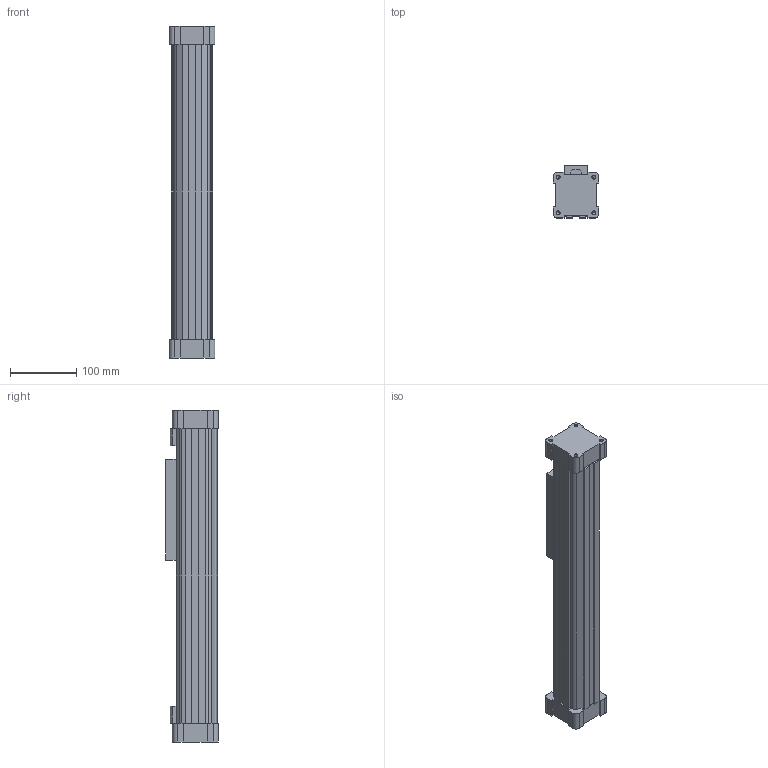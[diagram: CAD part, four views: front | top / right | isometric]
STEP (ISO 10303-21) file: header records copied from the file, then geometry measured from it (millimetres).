
FILE_DESCRIPTION( ( 'STEP AP214' ), ' ' );
FILE_NAME( 'OSPP400000000200000000000_2018-06-15_12-41-32.stp', '2018-06-15T10:43:44', ( '' ), ( '' ), ' ', 'PARTsolutions', ' ' );
FILE_SCHEMA( ( 'AUTOMOTIVE_DESIGN { 1 0 10303 214 1 1 1 1 }' ) );
Length unit declared in the file: millimetre
Products named in the file (5): OSPP400000000200000000000; _OSPP400000000200000000000_d; _PO-OSPP40 000000200000000000 (DL=front,DR=front POS = 0) Zylinder(0,0,0,0,0,0,0000)0; _PO-OSP-P40-00000-00200   (0,0,0) Cylinder piston; _13039FIL444
Assembly tree (4 placements, depth 2):
  OSPP400000000200000000000
    _OSPP400000000200000000000_d
    _PO-OSPP40 000000200000000000 (DL=front,DR=front POS = 0) Zylinder(0,0,0,0,0,0,0000)0
    _PO-OSP-P40-00000-00200   (0,0,0) Cylinder piston
    _13039FIL444
Bounding box: 69 x 79 x 500 mm (x, y, z)
Volume: 1398219.1 mm3; surface area: 258212.7 mm2
Topology: 3 solids, 4 shells, 209 faces, 578 edges, 380 vertices
Faces by surface type: plane 147, cylinder 38, cone 24
Full cylindrical faces by diameter (mm): 4.917 x12, 6 x2, 11.445 x2, 40 x1
Entity records: 7994 total; most frequent: CARTESIAN_POINT 1099, DIRECTION 1032, ORIENTED_EDGE 1028, EDGE_CURVE 514, LINE 424, VECTOR 424, VERTEX_POINT 370, AXIS2_PLACEMENT_3D 304
